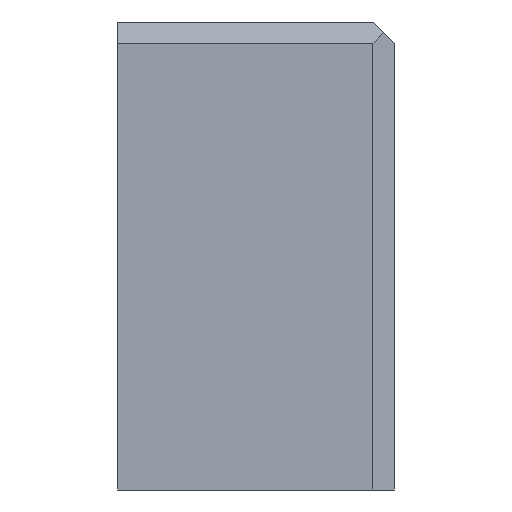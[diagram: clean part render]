
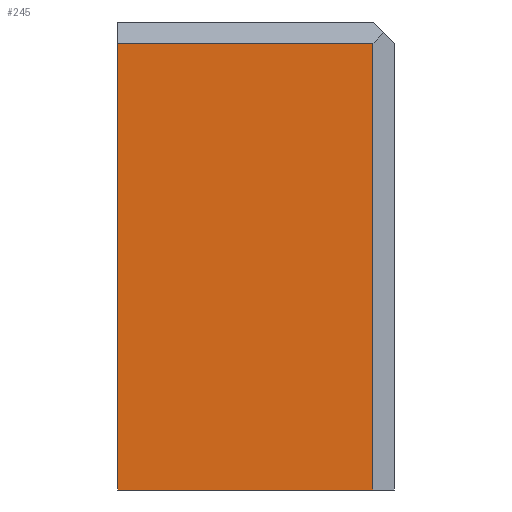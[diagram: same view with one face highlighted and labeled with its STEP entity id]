
A CAD part, left-side view. The second image highlights one B-rep face of the part: STEP entity #245.
In plain terms, the highlighted planar face has unit normal (-1, 0, 0).
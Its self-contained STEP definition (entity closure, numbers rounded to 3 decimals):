
#60=CARTESIAN_POINT('Vertex',(-34.5,-5.5,0.)) ;
#65=CARTESIAN_POINT('Line Origine',(-34.5,0.5,0.)) ;
#69=CARTESIAN_POINT('Vertex',(-34.5,6.5,0.)) ;
#215=CARTESIAN_POINT('Axis2P3D Location',(-34.5,6.5,0.)) ;
#220=CARTESIAN_POINT('Line Origine',(-34.5,6.5,10.5)) ;
#224=CARTESIAN_POINT('Vertex',(-34.5,6.5,21.)) ;
#227=CARTESIAN_POINT('Line Origine',(-34.5,-5.5,10.5)) ;
#231=CARTESIAN_POINT('Vertex',(-34.5,-5.5,21.)) ;
#234=CARTESIAN_POINT('Line Origine',(-34.5,0.5,21.)) ;
#66=DIRECTION('Vector Direction',(0.,-1.,0.)) ;
#216=DIRECTION('Axis2P3D Direction',(-1.,0.,0.)) ;
#217=DIRECTION('Axis2P3D XDirection',(0.,-1.,0.)) ;
#221=DIRECTION('Vector Direction',(0.,0.,1.)) ;
#228=DIRECTION('Vector Direction',(0.,0.,1.)) ;
#235=DIRECTION('Vector Direction',(0.,-1.,0.)) ;
#218=AXIS2_PLACEMENT_3D('Plane Axis2P3D',#215,#216,#217) ;
#240=ORIENTED_EDGE('',*,*,#226,.F.) ;
#241=ORIENTED_EDGE('',*,*,#71,.T.) ;
#242=ORIENTED_EDGE('',*,*,#233,.T.) ;
#243=ORIENTED_EDGE('',*,*,#238,.F.) ;
#67=VECTOR('Line Direction',#66,1.) ;
#222=VECTOR('Line Direction',#221,1.) ;
#229=VECTOR('Line Direction',#228,1.) ;
#236=VECTOR('Line Direction',#235,1.) ;
#245=ADVANCED_FACE('PartBody',(#244),#219,.T.) ;
#71=EDGE_CURVE('',#70,#61,#68,.T.) ;
#226=EDGE_CURVE('',#70,#225,#223,.T.) ;
#233=EDGE_CURVE('',#61,#232,#230,.T.) ;
#238=EDGE_CURVE('',#225,#232,#237,.T.) ;
#239=EDGE_LOOP('',(#240,#241,#242,#243)) ;
#244=FACE_OUTER_BOUND('',#239,.T.) ;
#68=LINE('Line',#65,#67) ;
#223=LINE('Line',#220,#222) ;
#230=LINE('Line',#227,#229) ;
#237=LINE('Line',#234,#236) ;
#219=PLANE('',#218) ;
#61=VERTEX_POINT('',#60) ;
#70=VERTEX_POINT('',#69) ;
#225=VERTEX_POINT('',#224) ;
#232=VERTEX_POINT('',#231) ;
